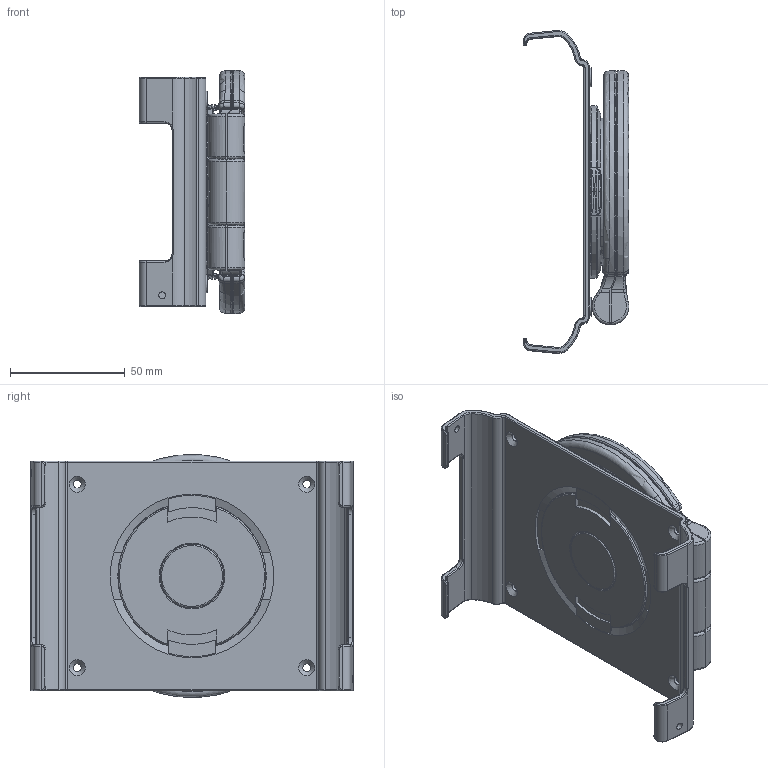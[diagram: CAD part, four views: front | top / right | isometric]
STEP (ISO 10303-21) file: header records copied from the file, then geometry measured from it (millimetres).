
FILE_DESCRIPTION((''),'2;1');
FILE_NAME('900controller_stand.stp','2018-12-10T10:02:23',('UJ23342'),(''),'Autodesk Inventor 2010','Autodesk Inventor 2010','');
FILE_SCHEMA(('CONFIG_CONTROL_DESIGN'));
Length unit declared in the file: millimetre
Products named in the file (1): 900controller_stand
Bounding box: 46 x 140.56 x 105.93 mm (x, y, z)
Volume: 104128.6 mm3; surface area: 97829.9 mm2
Topology: 16 solids, 16 shells, 1187 faces, 3107 edges, 1981 vertices
Faces by surface type: plane 368, cylinder 305, bspline 265, torus 127, cone 122
Full cylindrical faces by diameter (mm): 2 x4, 2.1 x4, 2.8 x2, 3 x12, 3.2 x2, 3.4 x4, 4.3 x2, 5.1 x4, 5.2 x1, 6.3 x2, 7 x1, 22 x2, 26 x1, 27.5 x1
Entity records: 63972 total; most frequent: CARTESIAN_POINT 35819, ORIENTED_EDGE 6010, DIRECTION 4902, EDGE_CURVE 3005, VERTEX_POINT 1948, AXIS2_PLACEMENT_3D 1931, EDGE_LOOP 1329, FACE_OUTER_BOUND 1187
